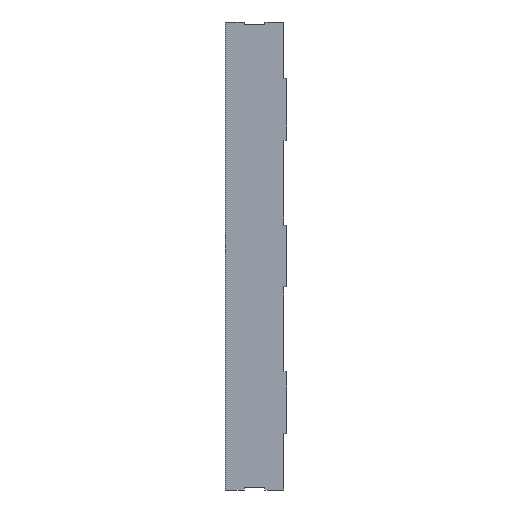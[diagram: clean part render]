
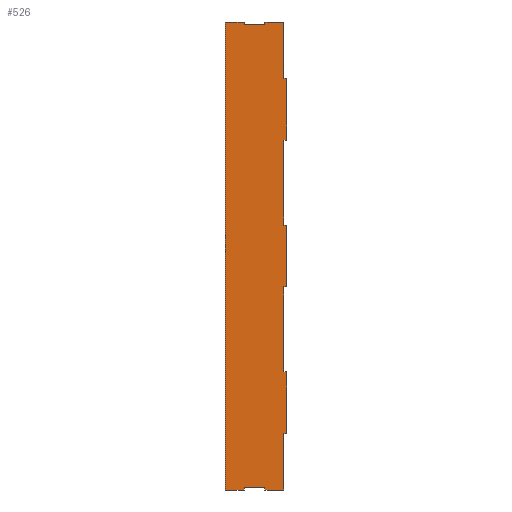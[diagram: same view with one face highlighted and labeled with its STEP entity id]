
A CAD part, front view. The second image highlights one B-rep face of the part: STEP entity #526.
In plain terms, the highlighted planar face has unit normal (0, -1, 0).
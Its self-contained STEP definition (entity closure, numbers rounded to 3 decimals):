
#40=FACE_OUTER_BOUND('',#66,.T.);
#66=EDGE_LOOP('',(#451,#452,#453,#454,#455,#456,#457,#458,#459,#460,#461,
#462,#463,#464,#465,#466,#467,#468,#469,#470,#471,#472,#473,#474));
#67=LINE('',#703,#139);
#71=LINE('',#711,#143);
#74=LINE('',#717,#146);
#77=LINE('',#723,#149);
#80=LINE('',#729,#152);
#83=LINE('',#735,#155);
#86=LINE('',#741,#158);
#89=LINE('',#747,#161);
#92=LINE('',#753,#164);
#95=LINE('',#759,#167);
#98=LINE('',#765,#170);
#101=LINE('',#771,#173);
#104=LINE('',#777,#176);
#107=LINE('',#783,#179);
#110=LINE('',#789,#182);
#113=LINE('',#795,#185);
#116=LINE('',#801,#188);
#119=LINE('',#807,#191);
#122=LINE('',#813,#194);
#125=LINE('',#819,#197);
#128=LINE('',#825,#200);
#131=LINE('',#831,#203);
#134=LINE('',#837,#206);
#137=LINE('',#842,#209);
#139=VECTOR('',#577,10.);
#143=VECTOR('',#583,10.);
#146=VECTOR('',#588,10.);
#149=VECTOR('',#593,10.);
#152=VECTOR('',#598,10.);
#155=VECTOR('',#603,10.);
#158=VECTOR('',#608,10.);
#161=VECTOR('',#613,10.);
#164=VECTOR('',#618,10.);
#167=VECTOR('',#623,10.);
#170=VECTOR('',#628,10.);
#173=VECTOR('',#633,10.);
#176=VECTOR('',#638,10.);
#179=VECTOR('',#643,10.);
#182=VECTOR('',#648,10.);
#185=VECTOR('',#653,10.);
#188=VECTOR('',#658,10.);
#191=VECTOR('',#663,10.);
#194=VECTOR('',#668,10.);
#197=VECTOR('',#673,10.);
#200=VECTOR('',#678,10.);
#203=VECTOR('',#683,10.);
#206=VECTOR('',#688,10.);
#209=VECTOR('',#693,10.);
#211=VERTEX_POINT('',#701);
#212=VERTEX_POINT('',#702);
#215=VERTEX_POINT('',#710);
#217=VERTEX_POINT('',#716);
#219=VERTEX_POINT('',#722);
#221=VERTEX_POINT('',#728);
#223=VERTEX_POINT('',#734);
#225=VERTEX_POINT('',#740);
#227=VERTEX_POINT('',#746);
#229=VERTEX_POINT('',#752);
#231=VERTEX_POINT('',#758);
#233=VERTEX_POINT('',#764);
#235=VERTEX_POINT('',#770);
#237=VERTEX_POINT('',#776);
#239=VERTEX_POINT('',#782);
#241=VERTEX_POINT('',#788);
#243=VERTEX_POINT('',#794);
#245=VERTEX_POINT('',#800);
#247=VERTEX_POINT('',#806);
#249=VERTEX_POINT('',#812);
#251=VERTEX_POINT('',#818);
#253=VERTEX_POINT('',#824);
#255=VERTEX_POINT('',#830);
#257=VERTEX_POINT('',#836);
#259=EDGE_CURVE('',#211,#212,#67,.T.);
#263=EDGE_CURVE('',#215,#211,#71,.T.);
#266=EDGE_CURVE('',#217,#215,#74,.T.);
#269=EDGE_CURVE('',#219,#217,#77,.T.);
#272=EDGE_CURVE('',#221,#219,#80,.T.);
#275=EDGE_CURVE('',#223,#221,#83,.T.);
#278=EDGE_CURVE('',#225,#223,#86,.T.);
#281=EDGE_CURVE('',#227,#225,#89,.T.);
#284=EDGE_CURVE('',#229,#227,#92,.T.);
#287=EDGE_CURVE('',#231,#229,#95,.T.);
#290=EDGE_CURVE('',#233,#231,#98,.T.);
#293=EDGE_CURVE('',#235,#233,#101,.T.);
#296=EDGE_CURVE('',#237,#235,#104,.T.);
#299=EDGE_CURVE('',#239,#237,#107,.T.);
#302=EDGE_CURVE('',#241,#239,#110,.T.);
#305=EDGE_CURVE('',#243,#241,#113,.T.);
#308=EDGE_CURVE('',#245,#243,#116,.T.);
#311=EDGE_CURVE('',#247,#245,#119,.T.);
#314=EDGE_CURVE('',#249,#247,#122,.T.);
#317=EDGE_CURVE('',#251,#249,#125,.T.);
#320=EDGE_CURVE('',#253,#251,#128,.T.);
#323=EDGE_CURVE('',#255,#253,#131,.T.);
#326=EDGE_CURVE('',#257,#255,#134,.T.);
#329=EDGE_CURVE('',#212,#257,#137,.T.);
#451=ORIENTED_EDGE('',*,*,#329,.F.);
#452=ORIENTED_EDGE('',*,*,#259,.F.);
#453=ORIENTED_EDGE('',*,*,#263,.F.);
#454=ORIENTED_EDGE('',*,*,#266,.F.);
#455=ORIENTED_EDGE('',*,*,#269,.F.);
#456=ORIENTED_EDGE('',*,*,#272,.F.);
#457=ORIENTED_EDGE('',*,*,#275,.F.);
#458=ORIENTED_EDGE('',*,*,#278,.F.);
#459=ORIENTED_EDGE('',*,*,#281,.F.);
#460=ORIENTED_EDGE('',*,*,#284,.F.);
#461=ORIENTED_EDGE('',*,*,#287,.F.);
#462=ORIENTED_EDGE('',*,*,#290,.F.);
#463=ORIENTED_EDGE('',*,*,#293,.F.);
#464=ORIENTED_EDGE('',*,*,#296,.F.);
#465=ORIENTED_EDGE('',*,*,#299,.F.);
#466=ORIENTED_EDGE('',*,*,#302,.F.);
#467=ORIENTED_EDGE('',*,*,#305,.F.);
#468=ORIENTED_EDGE('',*,*,#308,.F.);
#469=ORIENTED_EDGE('',*,*,#311,.F.);
#470=ORIENTED_EDGE('',*,*,#314,.F.);
#471=ORIENTED_EDGE('',*,*,#317,.F.);
#472=ORIENTED_EDGE('',*,*,#320,.F.);
#473=ORIENTED_EDGE('',*,*,#323,.F.);
#474=ORIENTED_EDGE('',*,*,#326,.F.);
#500=PLANE('',#572);
#526=ADVANCED_FACE('',(#40),#500,.F.);
#572=AXIS2_PLACEMENT_3D('',#845,#697,#698);
#577=DIRECTION('',(0.,0.,-1.));
#583=DIRECTION('',(1.,0.,0.));
#588=DIRECTION('',(0.,0.,-1.));
#593=DIRECTION('',(-1.,0.,0.));
#598=DIRECTION('',(0.,0.,-1.));
#603=DIRECTION('',(1.,0.,0.));
#608=DIRECTION('',(0.,0.,-1.));
#613=DIRECTION('',(1.,0.,0.));
#618=DIRECTION('',(0.,0.,1.));
#623=DIRECTION('',(1.,0.,0.));
#628=DIRECTION('',(0.,0.,-1.));
#633=DIRECTION('',(1.,0.,0.));
#638=DIRECTION('',(0.,0.,1.));
#643=DIRECTION('',(-1.,0.,0.));
#648=DIRECTION('',(0.,0.,-1.));
#653=DIRECTION('',(-1.,0.,0.));
#658=DIRECTION('',(0.,0.,1.));
#663=DIRECTION('',(-1.,0.,0.));
#668=DIRECTION('',(0.,0.,-1.));
#673=DIRECTION('',(-1.,0.,0.));
#678=DIRECTION('',(0.,0.,-1.));
#683=DIRECTION('',(1.,0.,0.));
#688=DIRECTION('',(0.,0.,-1.));
#693=DIRECTION('',(-1.,0.,0.));
#697=DIRECTION('center_axis',(0.,1.,0.));
#698=DIRECTION('ref_axis',(0.,0.,1.));
#701=CARTESIAN_POINT('',(46.5,0.,45.));
#702=CARTESIAN_POINT('',(46.5,0.,-45.));
#703=CARTESIAN_POINT('',(46.5,0.,45.));
#710=CARTESIAN_POINT('',(42.5,0.,45.));
#711=CARTESIAN_POINT('',(42.5,0.,45.));
#716=CARTESIAN_POINT('',(42.5,0.,168.5));
#717=CARTESIAN_POINT('',(42.5,0.,340.5));
#722=CARTESIAN_POINT('',(46.5,0.,168.5));
#723=CARTESIAN_POINT('',(46.5,0.,168.5));
#728=CARTESIAN_POINT('',(46.5,0.,258.5));
#729=CARTESIAN_POINT('',(46.5,0.,258.5));
#734=CARTESIAN_POINT('',(42.5,0.,258.5));
#735=CARTESIAN_POINT('',(42.5,0.,258.5));
#740=CARTESIAN_POINT('',(42.5,0.,340.5));
#741=CARTESIAN_POINT('',(42.5,0.,340.5));
#746=CARTESIAN_POINT('',(15.,0.,340.5));
#747=CARTESIAN_POINT('',(-42.5,0.,340.5));
#752=CARTESIAN_POINT('',(15.,0.,336.5));
#753=CARTESIAN_POINT('',(15.,0.,336.5));
#758=CARTESIAN_POINT('',(-15.,0.,336.5));
#759=CARTESIAN_POINT('',(-15.,0.,336.5));
#764=CARTESIAN_POINT('',(-15.,0.,340.5));
#765=CARTESIAN_POINT('',(-15.,0.,340.5));
#770=CARTESIAN_POINT('',(-42.5,0.,340.5));
#771=CARTESIAN_POINT('',(-42.5,0.,340.5));
#776=CARTESIAN_POINT('',(-42.5,0.,-340.5));
#777=CARTESIAN_POINT('',(-42.5,0.,-340.5));
#782=CARTESIAN_POINT('',(-15.,0.,-340.5));
#783=CARTESIAN_POINT('',(42.5,0.,-340.5));
#788=CARTESIAN_POINT('',(-15.,0.,-336.5));
#789=CARTESIAN_POINT('',(-15.,0.,-336.5));
#794=CARTESIAN_POINT('',(15.,0.,-336.5));
#795=CARTESIAN_POINT('',(15.,0.,-336.5));
#800=CARTESIAN_POINT('',(15.,0.,-340.5));
#801=CARTESIAN_POINT('',(15.,0.,-340.5));
#806=CARTESIAN_POINT('',(42.5,0.,-340.5));
#807=CARTESIAN_POINT('',(42.5,0.,-340.5));
#812=CARTESIAN_POINT('',(42.5,0.,-258.5));
#813=CARTESIAN_POINT('',(42.5,0.,340.5));
#818=CARTESIAN_POINT('',(46.5,0.,-258.5));
#819=CARTESIAN_POINT('',(46.5,0.,-258.5));
#824=CARTESIAN_POINT('',(46.5,0.,-168.5));
#825=CARTESIAN_POINT('',(46.5,0.,-168.5));
#830=CARTESIAN_POINT('',(42.5,0.,-168.5));
#831=CARTESIAN_POINT('',(42.5,0.,-168.5));
#836=CARTESIAN_POINT('',(42.5,0.,-45.));
#837=CARTESIAN_POINT('',(42.5,0.,340.5));
#842=CARTESIAN_POINT('',(46.5,0.,-45.));
#845=CARTESIAN_POINT('Origin',(44.5,0.,0.));
